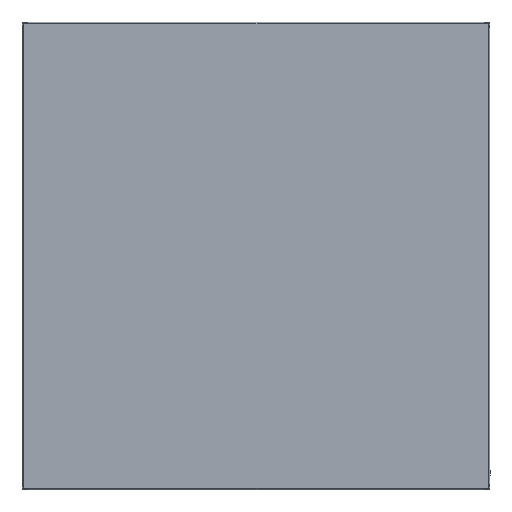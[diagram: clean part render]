
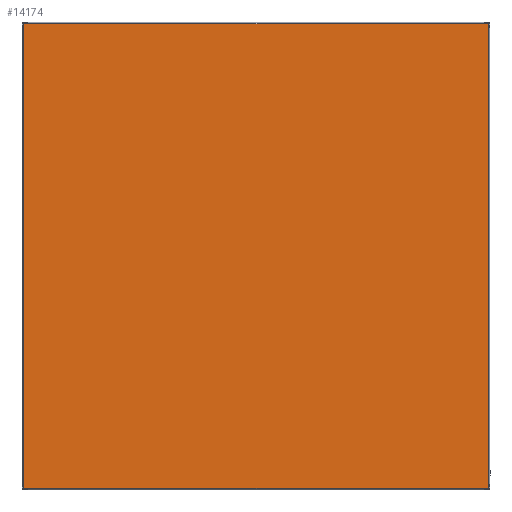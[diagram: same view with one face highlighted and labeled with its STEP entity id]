
A CAD part, front view. The second image highlights one B-rep face of the part: STEP entity #14174.
In plain terms, the highlighted face is planar.
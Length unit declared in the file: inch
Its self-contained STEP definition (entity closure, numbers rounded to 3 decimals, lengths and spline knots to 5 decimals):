
#303 = VERTEX_POINT ( 'NONE', #1407 ) ;
#413 = ORIENTED_EDGE ( 'NONE', *, *, #5917, .F. ) ;
#863 = PLANE ( 'NONE',  #8444 ) ;
#1407 = CARTESIAN_POINT ( 'NONE',  ( 4.72441, -4.72441, 0.03937 ) ) ;
#1470 = CARTESIAN_POINT ( 'NONE',  ( 4.72441, 4.72441, 0.03937 ) ) ;
#3390 = CARTESIAN_POINT ( 'NONE',  ( -4.72441, 4.72441, 0.03937 ) ) ;
#3514 = ORIENTED_EDGE ( 'NONE', *, *, #6915, .F. ) ;
#3848 = EDGE_LOOP ( 'NONE', ( #11379, #10473, #413, #3514 ) ) ;
#4554 = EDGE_CURVE ( 'NONE', #19747, #303, #13964, .T. ) ;
#5195 = DIRECTION ( 'NONE',  ( 0., 1., 0. ) ) ;
#5364 = CARTESIAN_POINT ( 'NONE',  ( -4.72441, 4.72441, 0.03937 ) ) ;
#5917 = EDGE_CURVE ( 'NONE', #6936, #19747, #19991, .T. ) ;
#6915 = EDGE_CURVE ( 'NONE', #19267, #6936, #9129, .T. ) ;
#6936 = VERTEX_POINT ( 'NONE', #3390 ) ;
#7070 = FACE_OUTER_BOUND ( 'NONE', #3848, .T. ) ;
#8444 = AXIS2_PLACEMENT_3D ( 'NONE', #21789, #10589, #23529 ) ;
#9129 = LINE ( 'NONE', #5364, #9970 ) ;
#9970 = VECTOR ( 'NONE', #5195, 39.37008 ) ;
#10151 = CARTESIAN_POINT ( 'NONE',  ( 4.72441, 4.72441, 0.03937 ) ) ;
#10196 = DIRECTION ( 'NONE',  ( 0., -1., 0. ) ) ;
#10473 = ORIENTED_EDGE ( 'NONE', *, *, #4554, .F. ) ;
#10589 = DIRECTION ( 'NONE',  ( 0., 0., -1. ) ) ;
#11379 = ORIENTED_EDGE ( 'NONE', *, *, #16914, .F. ) ;
#11794 = DIRECTION ( 'NONE',  ( 1., 0., 0. ) ) ;
#11870 = CARTESIAN_POINT ( 'NONE',  ( 0., 4.72441, 0.03937 ) ) ;
#13964 = LINE ( 'NONE', #10151, #18348 ) ;
#14174 = ADVANCED_FACE ( 'NONE', ( #7070 ), #863, .F. ) ;
#14593 = CARTESIAN_POINT ( 'NONE',  ( 0., -4.72441, 0.03937 ) ) ;
#16096 = VECTOR ( 'NONE', #21972, 39.37008 ) ;
#16914 = EDGE_CURVE ( 'NONE', #303, #19267, #17289, .T. ) ;
#17289 = LINE ( 'NONE', #14593, #16096 ) ;
#18348 = VECTOR ( 'NONE', #10196, 39.37008 ) ;
#19267 = VERTEX_POINT ( 'NONE', #20624 ) ;
#19747 = VERTEX_POINT ( 'NONE', #1470 ) ;
#19911 = VECTOR ( 'NONE', #11794, 39.37008 ) ;
#19991 = LINE ( 'NONE', #11870, #19911 ) ;
#20624 = CARTESIAN_POINT ( 'NONE',  ( -4.72441, -4.72441, 0.03937 ) ) ;
#21789 = CARTESIAN_POINT ( 'NONE',  ( 0., 4.72441, 0.03937 ) ) ;
#21972 = DIRECTION ( 'NONE',  ( -1., 0., 0. ) ) ;
#23529 = DIRECTION ( 'NONE',  ( -1., 0., 0. ) ) ;
